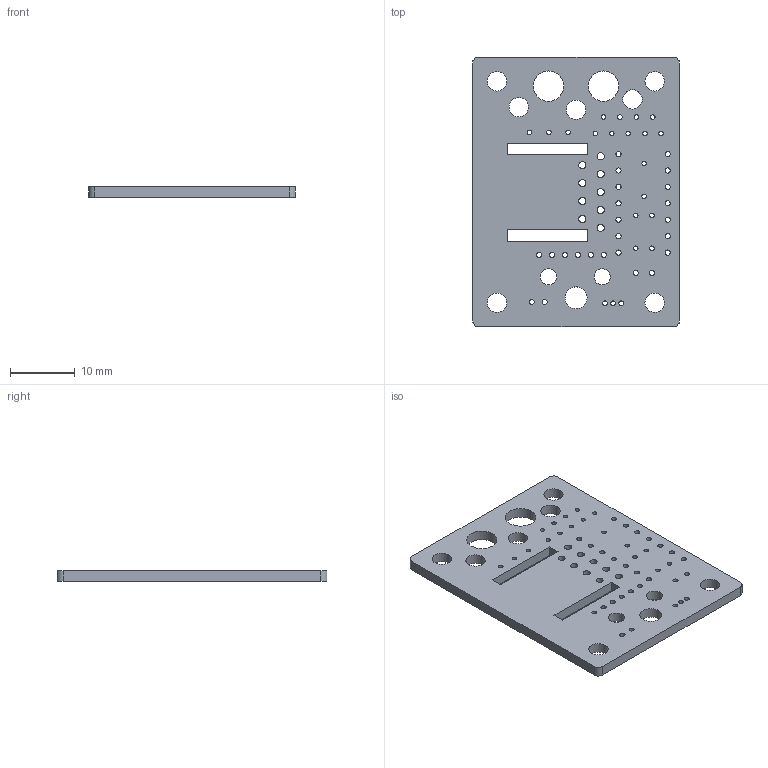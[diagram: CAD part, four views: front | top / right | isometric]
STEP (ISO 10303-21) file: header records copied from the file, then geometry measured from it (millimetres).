
FILE_DESCRIPTION(('KiCad electronic assembly'),'2;1');
FILE_NAME('Vectrex_Lightpen_2.step','2023-11-14T22:01:46',('Pcbnew'),( 'Kicad'),'Open CASCADE STEP processor 7.6','KiCad to STEP converter' ,'Unknown');
FILE_SCHEMA(('AUTOMOTIVE_DESIGN { 1 0 10303 214 1 1 1 1 }'));
Length unit declared in the file: millimetre
Products named in the file (2): Vectrex_Lightpen_2 1; Vectrex_Lightpen_2 PCB
Assembly tree (1 placements, depth 2):
  Vectrex_Lightpen_2 1
    Vectrex_Lightpen_2 PCB
Bounding box: 31.99 x 41.75 x 1.6 mm (x, y, z)
Volume: 1851.5 mm3; surface area: 3055.2 mm2
Topology: 1 solids, 1 shells, 84 faces, 246 edges, 164 vertices
Faces by surface type: cylinder 70, plane 14
Full cylindrical faces by diameter (mm): 0.7 x18, 0.75 x3, 0.8 x24, 1.1 x9, 2.5 x2, 3 x7, 3.4 x1, 4.7 x2
Entity records: 6807 total; most frequent: CARTESIAN_POINT 1828, DIRECTION 910, ORIENTED_EDGE 492, PCURVE 492, DEFINITIONAL_REPRESENTATION 492, LINE 458, VECTOR 458, EDGE_CURVE 246
